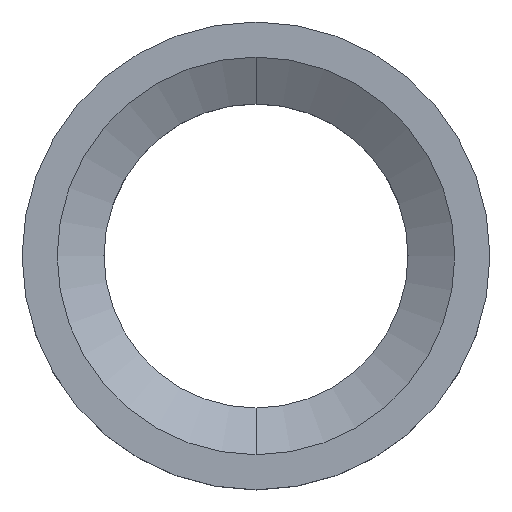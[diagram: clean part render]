
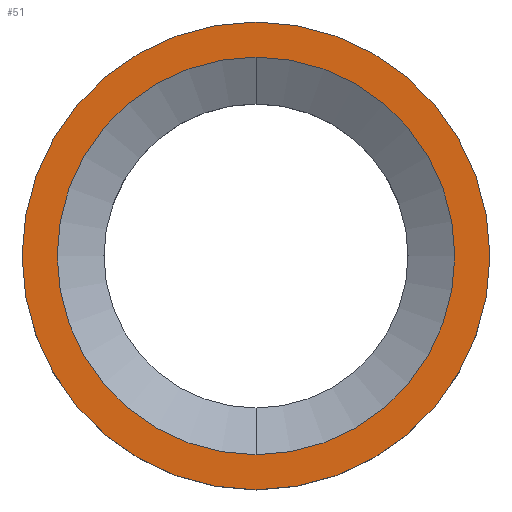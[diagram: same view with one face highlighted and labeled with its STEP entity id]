
A CAD part, top view. The second image highlights one B-rep face of the part: STEP entity #51.
In plain terms, the highlighted planar face has unit normal (0, 0, 1).
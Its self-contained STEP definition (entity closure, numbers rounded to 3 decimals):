
#51=ADVANCED_FACE('',(#65,#66),#67,.T.);
#65=FACE_OUTER_BOUND('',#83,.T.);
#66=FACE_BOUND('',#84,.T.);
#67=PLANE('',#85);
#83=EDGE_LOOP('',(#126,#127));
#84=EDGE_LOOP('',(#128,#129));
#85=AXIS2_PLACEMENT_3D('',#130,#131,#132);
#126=ORIENTED_EDGE('',*,*,#148,.F.);
#127=ORIENTED_EDGE('',*,*,#161,.F.);
#128=ORIENTED_EDGE('',*,*,#160,.T.);
#129=ORIENTED_EDGE('',*,*,#152,.T.);
#130=CARTESIAN_POINT('',(0.0,18.5,8.5));
#131=DIRECTION('',(0.0,0.0,1.0));
#132=DIRECTION('',(1.0,0.0,0.0));
#148=EDGE_CURVE('',#163,#166,#167,.T.);
#152=EDGE_CURVE('',#174,#171,#175,.T.);
#160=EDGE_CURVE('',#171,#174,#186,.T.);
#161=EDGE_CURVE('',#166,#163,#187,.T.);
#163=VERTEX_POINT('',#189);
#166=VERTEX_POINT('',#193);
#167=CIRCLE('',#194,20.0);
#171=VERTEX_POINT('',#199);
#174=VERTEX_POINT('',#203);
#175=CIRCLE('',#204,17.0);
#186=CIRCLE('',#218,17.0);
#187=CIRCLE('',#219,20.0);
#189=CARTESIAN_POINT('',(0.0,20.0,8.5));
#193=CARTESIAN_POINT('',(0.,-20.0,8.5));
#194=AXIS2_PLACEMENT_3D('',#222,#223,#224);
#199=CARTESIAN_POINT('',(0.0,17.0,8.5));
#203=CARTESIAN_POINT('',(0.,-17.0,8.5));
#204=AXIS2_PLACEMENT_3D('',#230,#231,#232);
#218=AXIS2_PLACEMENT_3D('',#248,#249,#250);
#219=AXIS2_PLACEMENT_3D('',#251,#252,#253);
#222=CARTESIAN_POINT('',(0.0,0.0,8.5));
#223=DIRECTION('',(0.0,0.0,-1.0));
#224=DIRECTION('',(0.0,1.0,0.0));
#230=CARTESIAN_POINT('',(0.0,0.0,8.5));
#231=DIRECTION('',(0.0,0.0,-1.0));
#232=DIRECTION('',(0.0,1.0,0.0));
#248=CARTESIAN_POINT('',(0.0,0.0,8.5));
#249=DIRECTION('',(0.0,0.0,-1.0));
#250=DIRECTION('',(0.0,1.0,0.0));
#251=CARTESIAN_POINT('',(0.0,0.0,8.5));
#252=DIRECTION('',(0.0,0.0,-1.0));
#253=DIRECTION('',(0.0,1.0,0.0));
